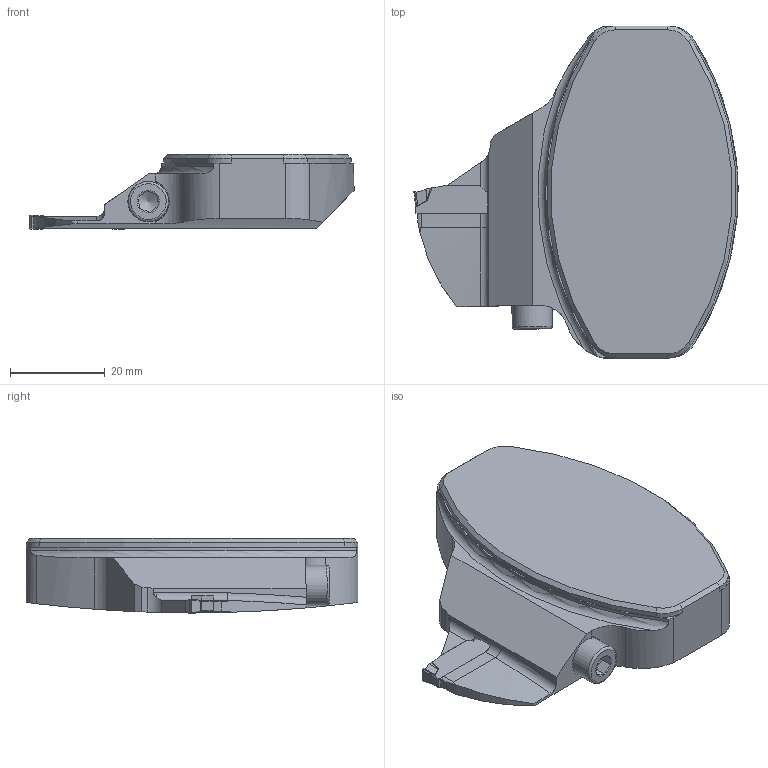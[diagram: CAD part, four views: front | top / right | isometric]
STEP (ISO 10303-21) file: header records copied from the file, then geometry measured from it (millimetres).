
FILE_DESCRIPTION(/* description */ (''),/* implementation_level */ '2;1');
FILE_NAME(/* name */ '1662637262447.stp',/* time_stamp */ '2022-09-08T13:41:11+02:00',/* author */ (''),/* organization */ ('SMS'),/* preprocessor_version */ 'ST-DEVELOPER v16.7',/* originating_system */ 'SIEMENS PLM Software NX 12.0',/* authorisation */ '');
FILE_SCHEMA (('AUTOMOTIVE_DESIGN { 1 0 10303 214 3 1 1 1 }'));
Length unit declared in the file: millimetre
Products named in the file (4): 204179137nuc000_00; ASSEMBLY_CONSTRUCTION; 204305030mod000_00; 204305029mod000_00
Assembly tree (3 placements, depth 2):
  204305029mod000_00
    204305030mod000_00
    ASSEMBLY_CONSTRUCTION
    204179137nuc000_00
Bounding box: 68.39 x 70 x 15.83 mm (x, y, z)
Volume: 40327 mm3; surface area: 9338 mm2
Topology: 2 solids, 2 shells, 145 faces, 372 edges, 238 vertices
Faces by surface type: plane 50, cylinder 39, bspline 39, cone 13, torus 4
Full cylindrical faces by diameter (mm): 8.5 x1
Entity records: 5723 total; most frequent: CARTESIAN_POINT 2440, ORIENTED_EDGE 730, DIRECTION 555, EDGE_CURVE 365, VERTEX_POINT 229, AXIS2_PLACEMENT_3D 205, EDGE_LOOP 149, ADVANCED_FACE 145
